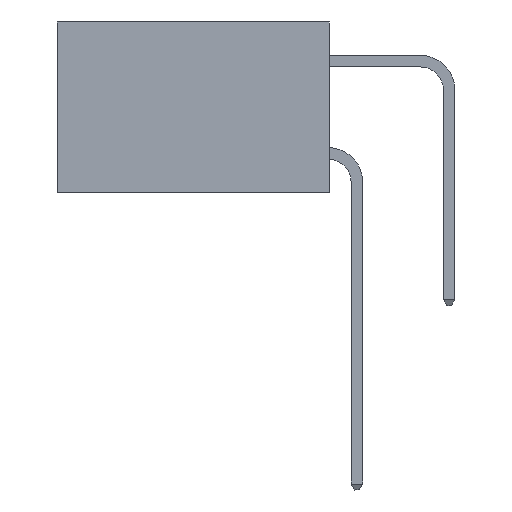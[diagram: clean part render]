
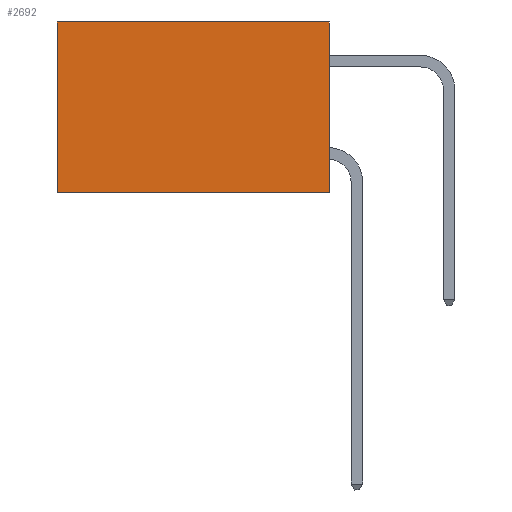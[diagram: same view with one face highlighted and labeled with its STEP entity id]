
A CAD part, left-side view. The second image highlights one B-rep face of the part: STEP entity #2692.
In plain terms, the highlighted planar face has unit normal (-1, 0, 0).
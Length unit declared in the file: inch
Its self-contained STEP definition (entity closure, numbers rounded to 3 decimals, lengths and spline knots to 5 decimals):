
#327 = VECTOR ( 'NONE', #7130, 39.37008 ) ;
#332 = ORIENTED_EDGE ( 'NONE', *, *, #4889, .F. ) ;
#630 = VERTEX_POINT ( 'NONE', #10623 ) ;
#1443 = CARTESIAN_POINT ( 'NONE',  ( 0.277, 0., 0. ) ) ;
#2364 = DIRECTION ( 'NONE',  ( 1., 0., 0. ) ) ;
#2522 = ORIENTED_EDGE ( 'NONE', *, *, #4930, .F. ) ;
#2678 = CARTESIAN_POINT ( 'NONE',  ( 0.277, 0., -0.37 ) ) ;
#2692 = ADVANCED_FACE ( 'NONE', ( #9752 ), #10585, .F. ) ;
#3113 = AXIS2_PLACEMENT_3D ( 'NONE', #2678, #2364, #11774 ) ;
#3357 = CARTESIAN_POINT ( 'NONE',  ( 0.277, 0., -0.37 ) ) ;
#3540 = ORIENTED_EDGE ( 'NONE', *, *, #9101, .T. ) ;
#3834 = EDGE_LOOP ( 'NONE', ( #3540, #332, #2522, #4735 ) ) ;
#3916 = CARTESIAN_POINT ( 'NONE',  ( 0.277, 0., 0. ) ) ;
#4085 = VECTOR ( 'NONE', #8925, 39.37008 ) ;
#4454 = LINE ( 'NONE', #6967, #6891 ) ;
#4673 = VERTEX_POINT ( 'NONE', #8857 ) ;
#4735 = ORIENTED_EDGE ( 'NONE', *, *, #10924, .T. ) ;
#4889 = EDGE_CURVE ( 'NONE', #7837, #4673, #11832, .T. ) ;
#4930 = EDGE_CURVE ( 'NONE', #8523, #7837, #4454, .T. ) ;
#6848 = DIRECTION ( 'NONE',  ( 0., 1., 0. ) ) ;
#6891 = VECTOR ( 'NONE', #6929, 39.37008 ) ;
#6929 = DIRECTION ( 'NONE',  ( 0., 0., -1. ) ) ;
#6967 = CARTESIAN_POINT ( 'NONE',  ( 0.277, 0., -0.37 ) ) ;
#7130 = DIRECTION ( 'NONE',  ( 0., 1., 0. ) ) ;
#7257 = CARTESIAN_POINT ( 'NONE',  ( 0.277, 0., -0.37 ) ) ;
#7837 = VERTEX_POINT ( 'NONE', #3357 ) ;
#8234 = LINE ( 'NONE', #3916, #10281 ) ;
#8523 = VERTEX_POINT ( 'NONE', #1443 ) ;
#8857 = CARTESIAN_POINT ( 'NONE',  ( 0.277, 0.59, -0.37 ) ) ;
#8925 = DIRECTION ( 'NONE',  ( 0., 0., -1. ) ) ;
#9101 = EDGE_CURVE ( 'NONE', #630, #4673, #11301, .T. ) ;
#9752 = FACE_OUTER_BOUND ( 'NONE', #3834, .T. ) ;
#9803 = CARTESIAN_POINT ( 'NONE',  ( 0.277, 0.59, -0.37 ) ) ;
#10281 = VECTOR ( 'NONE', #6848, 39.37008 ) ;
#10585 = PLANE ( 'NONE',  #3113 ) ;
#10623 = CARTESIAN_POINT ( 'NONE',  ( 0.277, 0.59, 0. ) ) ;
#10924 = EDGE_CURVE ( 'NONE', #8523, #630, #8234, .T. ) ;
#11301 = LINE ( 'NONE', #9803, #4085 ) ;
#11774 = DIRECTION ( 'NONE',  ( 0., 0., -1. ) ) ;
#11832 = LINE ( 'NONE', #7257, #327 ) ;
